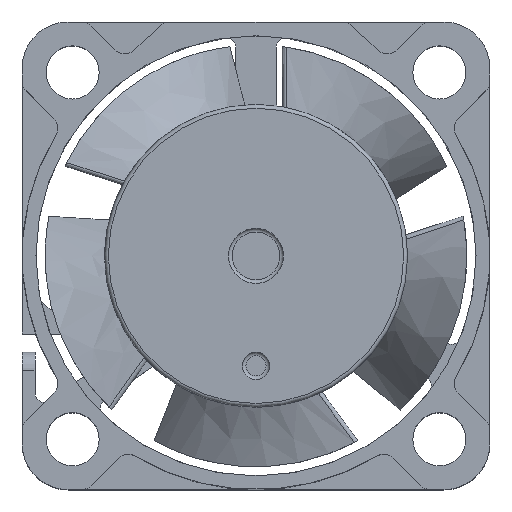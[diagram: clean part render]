
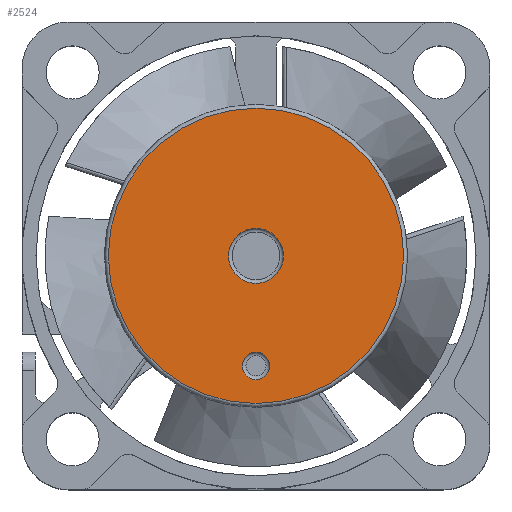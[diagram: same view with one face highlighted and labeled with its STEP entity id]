
A CAD part, top view. The second image highlights one B-rep face of the part: STEP entity #2524.
In plain terms, the highlighted planar face has unit normal (0, 0, 1).
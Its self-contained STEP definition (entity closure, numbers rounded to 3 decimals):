
#154=FACE_BOUND('',#472,.T.);
#155=FACE_BOUND('',#473,.T.);
#198=PLANE('',#2777);
#327=FACE_OUTER_BOUND('',#471,.T.);
#471=EDGE_LOOP('',(#2320));
#472=EDGE_LOOP('',(#2321,#2322));
#473=EDGE_LOOP('',(#2323,#2324));
#933=CIRCLE('',#2775,8.05);
#935=CIRCLE('',#2778,1.5);
#936=CIRCLE('',#2779,1.5);
#937=CIRCLE('',#2780,0.75);
#938=CIRCLE('',#2781,0.75);
#1190=VERTEX_POINT('',#6281);
#1191=VERTEX_POINT('',#6285);
#1192=VERTEX_POINT('',#6286);
#1193=VERTEX_POINT('',#6289);
#1194=VERTEX_POINT('',#6290);
#1568=EDGE_CURVE('',#1190,#1190,#933,.T.);
#1570=EDGE_CURVE('',#1191,#1192,#935,.T.);
#1571=EDGE_CURVE('',#1192,#1191,#936,.T.);
#1572=EDGE_CURVE('',#1193,#1194,#937,.T.);
#1573=EDGE_CURVE('',#1194,#1193,#938,.T.);
#2320=ORIENTED_EDGE('',*,*,#1568,.F.);
#2321=ORIENTED_EDGE('',*,*,#1570,.T.);
#2322=ORIENTED_EDGE('',*,*,#1571,.T.);
#2323=ORIENTED_EDGE('',*,*,#1572,.T.);
#2324=ORIENTED_EDGE('',*,*,#1573,.T.);
#2524=ADVANCED_FACE('',(#327,#154,#155),#198,.T.);
#2775=AXIS2_PLACEMENT_3D('',#6282,#3400,#3401);
#2777=AXIS2_PLACEMENT_3D('',#6284,#3404,#3405);
#2778=AXIS2_PLACEMENT_3D('',#6287,#3406,#3407);
#2779=AXIS2_PLACEMENT_3D('',#6288,#3408,#3409);
#2780=AXIS2_PLACEMENT_3D('',#6291,#3410,#3411);
#2781=AXIS2_PLACEMENT_3D('',#6292,#3412,#3413);
#3400=DIRECTION('center_axis',(0.,0.,-1.));
#3401=DIRECTION('ref_axis',(1.,0.,0.));
#3404=DIRECTION('center_axis',(0.,0.,1.));
#3405=DIRECTION('ref_axis',(1.,0.,0.));
#3406=DIRECTION('center_axis',(0.,0.,-1.));
#3407=DIRECTION('ref_axis',(1.,0.,0.));
#3408=DIRECTION('center_axis',(0.,0.,-1.));
#3409=DIRECTION('ref_axis',(1.,0.,0.));
#3410=DIRECTION('center_axis',(0.,0.,-1.));
#3411=DIRECTION('ref_axis',(1.,0.,0.));
#3412=DIRECTION('center_axis',(0.,0.,-1.));
#3413=DIRECTION('ref_axis',(1.,0.,0.));
#6281=CARTESIAN_POINT('',(-8.05,0.,10.));
#6282=CARTESIAN_POINT('Origin',(0.,0.,10.));
#6284=CARTESIAN_POINT('Origin',(0.,0.,10.));
#6285=CARTESIAN_POINT('',(-1.5,0.,10.));
#6286=CARTESIAN_POINT('',(1.5,0.,10.));
#6287=CARTESIAN_POINT('Origin',(0.,0.,10.));
#6288=CARTESIAN_POINT('Origin',(0.,0.,10.));
#6289=CARTESIAN_POINT('',(-0.75,-6.,10.));
#6290=CARTESIAN_POINT('',(0.75,-6.,10.));
#6291=CARTESIAN_POINT('Origin',(0.,-6.,10.));
#6292=CARTESIAN_POINT('Origin',(0.,-6.,10.));
